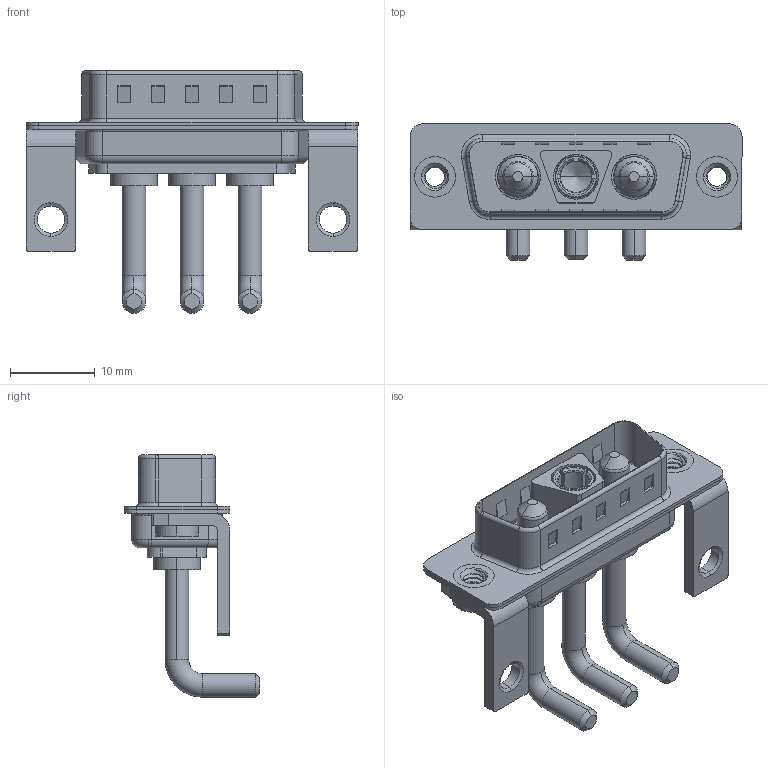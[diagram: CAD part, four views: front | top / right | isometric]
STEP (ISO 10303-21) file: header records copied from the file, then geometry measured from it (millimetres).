
FILE_DESCRIPTION (( 'STEP AP203' ), '1' );
FILE_NAME ('629-3WK3650-2TC.STEP', '2022-05-05T15:18:20', ( '' ), ( '' ), 'SwSTEP 2.0', 'SolidWorks 2020', '' );
FILE_SCHEMA (( 'CONFIG_CONTROL_DESIGN' ));
Length unit declared in the file: millimetre
Products named in the file (8): 629Combo Shell Rear_15 Contacts; 629Combo Shell Front_15 Contacts; 629Combo Threaded Rivet_2; Power Pin_Ext 20A RA; Power Socket_Ext 20A RA; 629-3WK3650-2TC; 629Combo Stabilizer Bracket; 629Combo Housing_3WK3
Assembly tree (10 placements, depth 2):
  629-3WK3650-2TC
    629Combo Housing_3WK3
    629Combo Shell Rear_15 Contacts
    629Combo Shell Front_15 Contacts
    629Combo Threaded Rivet_2  x2
    629Combo Stabilizer Bracket  x2
    Power Socket_Ext 20A RA
    Power Pin_Ext 20A RA  x2
Bounding box: 39.2 x 16.05 x 28.63 mm (x, y, z)
Volume: 2797.4 mm3; surface area: 6193 mm2
Topology: 13 solids, 13 shells, 562 faces, 1402 edges, 885 vertices
Faces by surface type: cylinder 229, plane 213, torus 64, cone 47, bspline 9
Entity records: 16591 total; most frequent: CARTESIAN_POINT 4199, DIRECTION 2503, ORIENTED_EDGE 2342, EDGE_CURVE 1171, AXIS2_PLACEMENT_3D 944, VERTEX_POINT 743, VECTOR 615, LINE 615
